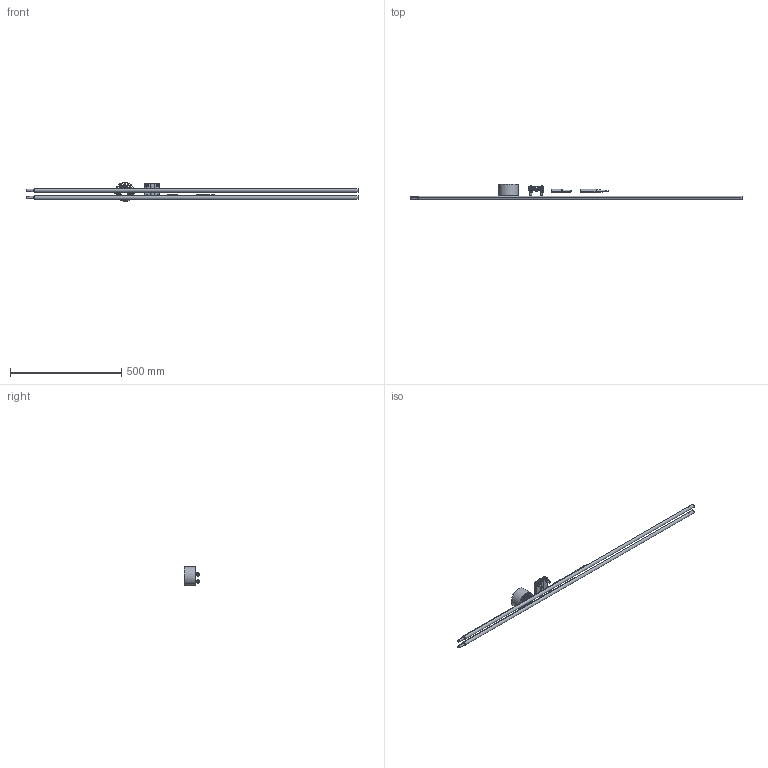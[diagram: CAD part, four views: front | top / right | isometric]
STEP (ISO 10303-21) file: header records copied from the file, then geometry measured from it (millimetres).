
FILE_DESCRIPTION (( 'STEP AP203' ), '1' );
FILE_NAME ('膰斀錼膷 2 .STEP', '2023-04-12T11:43:43', ( '' ), ( '' ), 'SwSTEP 2.0', 'SolidWorks 2022', '' );
FILE_SCHEMA (( 'CONFIG_CONTROL_DESIGN' ));
Length unit declared in the file: millimetre
Products named in the file (10): 1424; 0106U 砑僔蠂縺; hex nut style 1 gradeab_din_Hexagon Nut ISO 4032 - M8 - W - N; 膰斀錼膷 2 ; èçîëÿöèîííàÿ ëåíòà; 1403; square neck bolt 02_iso_ISO 8678-M8x40-34.5-N; 1407 (óêîðî÷åííûå); 1410; 0105U 砑僔蠂縺
Assembly tree (18 placements, depth 3):
  膰斀錼膷 2 
    1410  x2
    1424
      0106U 砑僔蠂縺
      0105U 砑僔蠂縺  x3
      square neck bolt 02_iso_ISO 8678-M8x40-34.5-N  x4
      hex nut style 1 gradeab_din_Hexagon Nut ISO 4032 - M8 - W - N  x4
    1407 (óêîðî÷åííûå)
    èçîëÿöèîííàÿ ëåíòà
    1403
Bounding box: 1495 x 69.85 x 86.02 mm (x, y, z)
Volume: 776091.1 mm3; surface area: 327168.7 mm2
Topology: 17 solids, 17 shells, 475 faces, 1082 edges, 618 vertices
Faces by surface type: plane 215, cone 112, cylinder 76, bspline 34, torus 30, sphere 8
Entity records: 9419 total; most frequent: CARTESIAN_POINT 4066, DIRECTION 875, ORIENTED_EDGE 806, EDGE_CURVE 403, AXIS2_PLACEMENT_3D 321, VERTEX_POINT 240, LINE 233, VECTOR 233
